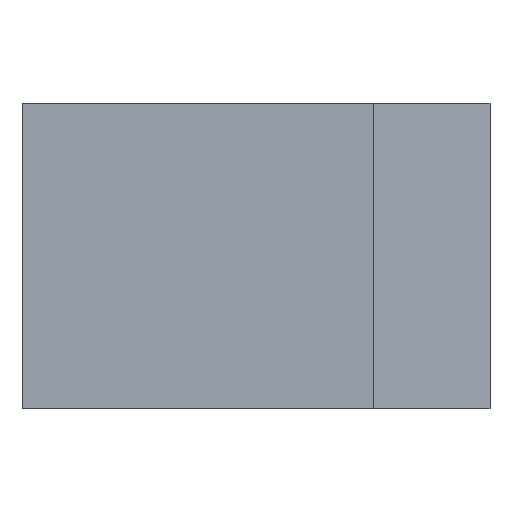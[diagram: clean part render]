
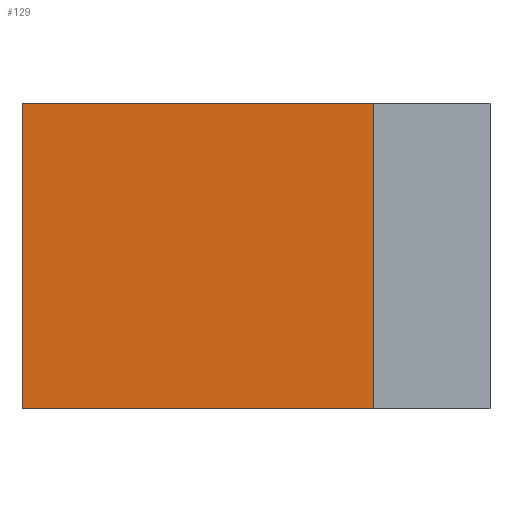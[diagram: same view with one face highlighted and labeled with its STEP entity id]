
A CAD part, left-side view. The second image highlights one B-rep face of the part: STEP entity #129.
In plain terms, the highlighted planar face has unit normal (-1, 0, 0).
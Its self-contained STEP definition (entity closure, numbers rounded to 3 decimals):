
#26 = CARTESIAN_POINT ( 'NONE',  ( -57.5, 77.5, 44. ) ) ;
#126 = VERTEX_POINT ( 'NONE', #506 ) ;
#129 = ADVANCED_FACE ( 'NONE', ( #1266 ), #616, .F. ) ;
#141 = VECTOR ( 'NONE', #810, 1000. ) ;
#151 = EDGE_LOOP ( 'NONE', ( #1379, #333, #1004, #1392 ) ) ;
#176 = CARTESIAN_POINT ( 'NONE',  ( -57.5, 77.5, 44. ) ) ;
#223 = VECTOR ( 'NONE', #1023, 1000. ) ;
#265 = CARTESIAN_POINT ( 'NONE',  ( -57.5, -23.817, -44. ) ) ;
#266 = EDGE_CURVE ( 'NONE', #1517, #126, #1310, .T. ) ;
#333 = ORIENTED_EDGE ( 'NONE', *, *, #384, .F. ) ;
#336 = CARTESIAN_POINT ( 'NONE',  ( -57.5, -23.817, 44. ) ) ;
#367 = CARTESIAN_POINT ( 'NONE',  ( -57.5, 23.817, 44. ) ) ;
#384 = EDGE_CURVE ( 'NONE', #789, #413, #1468, .T. ) ;
#403 = VECTOR ( 'NONE', #911, 1000. ) ;
#413 = VERTEX_POINT ( 'NONE', #265 ) ;
#461 = CARTESIAN_POINT ( 'NONE',  ( -57.5, -23.817, 44. ) ) ;
#506 = CARTESIAN_POINT ( 'NONE',  ( -57.5, 77.5, -44. ) ) ;
#616 = PLANE ( 'NONE',  #959 ) ;
#773 = LINE ( 'NONE', #176, #141 ) ;
#789 = VERTEX_POINT ( 'NONE', #461 ) ;
#810 = DIRECTION ( 'NONE',  ( 0., -1., 0. ) ) ;
#837 = DIRECTION ( 'NONE',  ( 0., 0., -1. ) ) ;
#869 = DIRECTION ( 'NONE',  ( 1., 0., 0. ) ) ;
#893 = CARTESIAN_POINT ( 'NONE',  ( -57.5, 77.5, 44. ) ) ;
#911 = DIRECTION ( 'NONE',  ( 0., -1., 0. ) ) ;
#929 = EDGE_CURVE ( 'NONE', #1517, #789, #773, .T. ) ;
#959 = AXIS2_PLACEMENT_3D ( 'NONE', #367, #869, #1479 ) ;
#1004 = ORIENTED_EDGE ( 'NONE', *, *, #929, .F. ) ;
#1023 = DIRECTION ( 'NONE',  ( 0., 0., -1. ) ) ;
#1052 = LINE ( 'NONE', #1407, #403 ) ;
#1226 = EDGE_CURVE ( 'NONE', #126, #413, #1052, .T. ) ;
#1266 = FACE_OUTER_BOUND ( 'NONE', #151, .T. ) ;
#1310 = LINE ( 'NONE', #893, #223 ) ;
#1379 = ORIENTED_EDGE ( 'NONE', *, *, #1226, .T. ) ;
#1392 = ORIENTED_EDGE ( 'NONE', *, *, #266, .T. ) ;
#1407 = CARTESIAN_POINT ( 'NONE',  ( -57.5, 23.817, -44. ) ) ;
#1468 = LINE ( 'NONE', #336, #1483 ) ;
#1479 = DIRECTION ( 'NONE',  ( 0., 0., -1. ) ) ;
#1483 = VECTOR ( 'NONE', #837, 1000. ) ;
#1517 = VERTEX_POINT ( 'NONE', #26 ) ;
